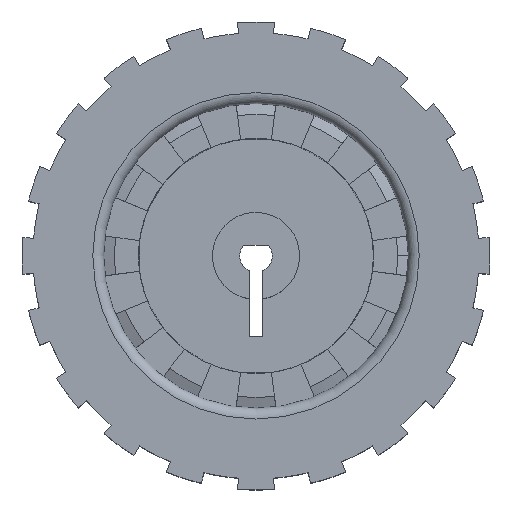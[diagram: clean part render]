
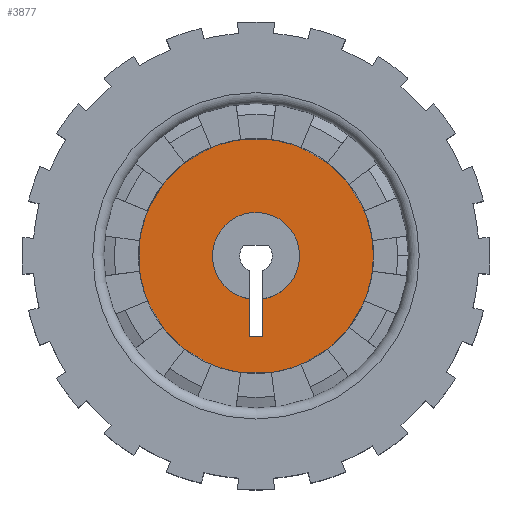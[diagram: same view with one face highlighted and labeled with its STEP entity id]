
A CAD part, top view. The second image highlights one B-rep face of the part: STEP entity #3877.
In plain terms, the highlighted planar face has unit normal (0, 0, 1).
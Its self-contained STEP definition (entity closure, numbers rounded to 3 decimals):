
#1119 = EDGE_CURVE('',#1120,#1120,#1122,.T.);
#1120 = VERTEX_POINT('',#1121);
#1121 = CARTESIAN_POINT('',(10.8,0.,1.5));
#1122 = CIRCLE('',#1123,10.8);
#1123 = AXIS2_PLACEMENT_3D('',#1124,#1125,#1126);
#1124 = CARTESIAN_POINT('',(0.,0.,1.5));
#1125 = DIRECTION('',(0.,0.,1.));
#1126 = DIRECTION('',(1.,0.,0.));
#3877 = ADVANCED_FACE('',(#3878,#3881),#3925,.T.);
#3878 = FACE_BOUND('',#3879,.T.);
#3879 = EDGE_LOOP('',(#3880));
#3880 = ORIENTED_EDGE('',*,*,#1119,.T.);
#3881 = FACE_BOUND('',#3882,.T.);
#3882 = EDGE_LOOP('',(#3883,#3894,#3903,#3911,#3919));
#3883 = ORIENTED_EDGE('',*,*,#3884,.F.);
#3884 = EDGE_CURVE('',#3885,#3887,#3889,.T.);
#3885 = VERTEX_POINT('',#3886);
#3886 = CARTESIAN_POINT('',(4.,0.,1.5));
#3887 = VERTEX_POINT('',#3888);
#3888 = CARTESIAN_POINT('',(-0.6,-3.955,1.5));
#3889 = CIRCLE('',#3890,4.);
#3890 = AXIS2_PLACEMENT_3D('',#3891,#3892,#3893);
#3891 = CARTESIAN_POINT('',(0.,0.,1.5));
#3892 = DIRECTION('',(0.,0.,1.));
#3893 = DIRECTION('',(1.,0.,0.));
#3894 = ORIENTED_EDGE('',*,*,#3895,.F.);
#3895 = EDGE_CURVE('',#3896,#3885,#3898,.T.);
#3896 = VERTEX_POINT('',#3897);
#3897 = CARTESIAN_POINT('',(0.6,-3.955,1.5));
#3898 = CIRCLE('',#3899,4.);
#3899 = AXIS2_PLACEMENT_3D('',#3900,#3901,#3902);
#3900 = CARTESIAN_POINT('',(0.,0.,1.5));
#3901 = DIRECTION('',(0.,0.,1.));
#3902 = DIRECTION('',(1.,0.,0.));
#3903 = ORIENTED_EDGE('',*,*,#3904,.F.);
#3904 = EDGE_CURVE('',#3905,#3896,#3907,.T.);
#3905 = VERTEX_POINT('',#3906);
#3906 = CARTESIAN_POINT('',(0.6,-7.375,1.5));
#3907 = LINE('',#3908,#3909);
#3908 = CARTESIAN_POINT('',(0.6,-3.687,1.5));
#3909 = VECTOR('',#3910,1.);
#3910 = DIRECTION('',(0.,1.,0.));
#3911 = ORIENTED_EDGE('',*,*,#3912,.F.);
#3912 = EDGE_CURVE('',#3913,#3905,#3915,.T.);
#3913 = VERTEX_POINT('',#3914);
#3914 = CARTESIAN_POINT('',(-0.6,-7.375,1.5));
#3915 = LINE('',#3916,#3917);
#3916 = CARTESIAN_POINT('',(-0.3,-7.375,1.5));
#3917 = VECTOR('',#3918,1.);
#3918 = DIRECTION('',(1.,0.,0.));
#3919 = ORIENTED_EDGE('',*,*,#3920,.F.);
#3920 = EDGE_CURVE('',#3887,#3913,#3921,.T.);
#3921 = LINE('',#3922,#3923);
#3922 = CARTESIAN_POINT('',(-0.6,-0.687,1.5));
#3923 = VECTOR('',#3924,1.);
#3924 = DIRECTION('',(0.,-1.,0.));
#3925 = PLANE('',#3926);
#3926 = AXIS2_PLACEMENT_3D('',#3927,#3928,#3929);
#3927 = CARTESIAN_POINT('',(0.,0.,1.5));
#3928 = DIRECTION('',(0.,0.,1.));
#3929 = DIRECTION('',(1.,0.,0.));
